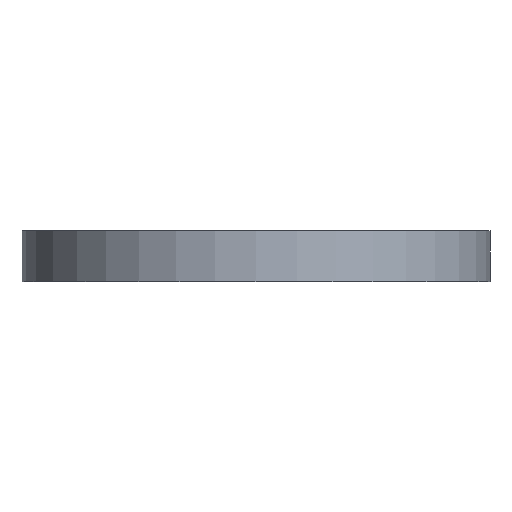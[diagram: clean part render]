
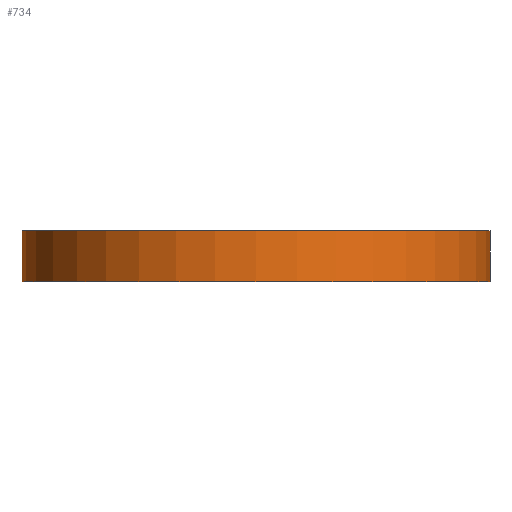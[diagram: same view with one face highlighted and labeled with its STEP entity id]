
A CAD part, front view. The second image highlights one B-rep face of the part: STEP entity #734.
In plain terms, the highlighted cylindrical face has radius 16.095 mm (diameter 32.19 mm), a full revolution.
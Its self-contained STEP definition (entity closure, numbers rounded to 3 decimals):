
#734 = ADVANCED_FACE( '', ( #2090, #2091 ), #2092, .T. );
#2090 = FACE_OUTER_BOUND( '', #4344, .T. );
#2091 = FACE_OUTER_BOUND( '', #4345, .T. );
#2092 = CYLINDRICAL_SURFACE( '', #4346, 16.095 );
#4344 = EDGE_LOOP( '', ( #11488 ) );
#4345 = EDGE_LOOP( '', ( #11489 ) );
#4346 = AXIS2_PLACEMENT_3D( '', #11490, #11491, #11492 );
#11488 = ORIENTED_EDGE( '', *, *, #17108, .T. );
#11489 = ORIENTED_EDGE( '', *, *, #17109, .T. );
#11490 = CARTESIAN_POINT( '', ( 0., 0., 0. ) );
#11491 = DIRECTION( '', ( 0., 0., 1. ) );
#11492 = DIRECTION( '', ( 1., 0., 0. ) );
#17108 = EDGE_CURVE( '', #19834, #19834, #19835, .F. );
#17109 = EDGE_CURVE( '', #19836, #19836, #19837, .F. );
#19834 = VERTEX_POINT( '', #23969 );
#19835 = CIRCLE( '', #23970, 16.095 );
#19836 = VERTEX_POINT( '', #23971 );
#19837 = CIRCLE( '', #23972, 16.095 );
#23969 = CARTESIAN_POINT( '', ( -16.095, 0., -3.5 ) );
#23970 = AXIS2_PLACEMENT_3D( '', #30853, #30854, #30855 );
#23971 = CARTESIAN_POINT( '', ( 16.095, 0., 0. ) );
#23972 = AXIS2_PLACEMENT_3D( '', #30856, #30857, #30858 );
#30853 = CARTESIAN_POINT( '', ( 0., 0., -3.5 ) );
#30854 = DIRECTION( '', ( 0., 0., -1. ) );
#30855 = DIRECTION( '', ( -1., 0., 0. ) );
#30856 = CARTESIAN_POINT( '', ( 0., 0., 0. ) );
#30857 = DIRECTION( '', ( 0., 0., 1. ) );
#30858 = DIRECTION( '', ( 1., 0., 0. ) );
